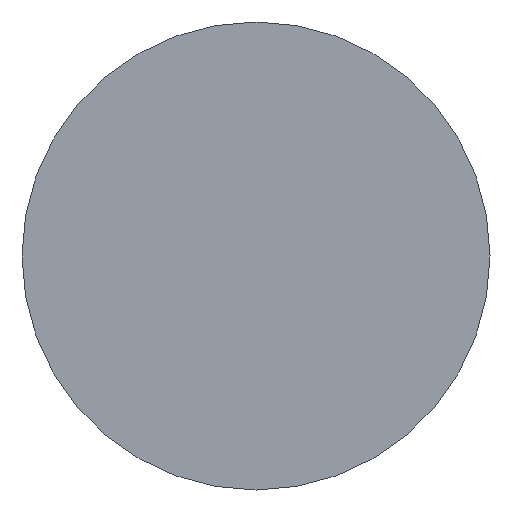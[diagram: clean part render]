
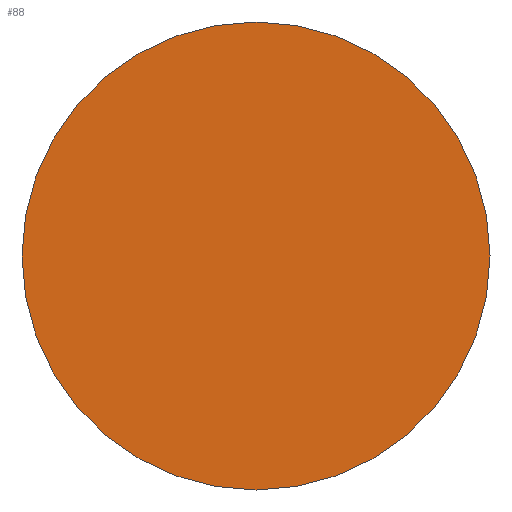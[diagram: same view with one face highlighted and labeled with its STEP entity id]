
A CAD part, front view. The second image highlights one B-rep face of the part: STEP entity #88.
In plain terms, the highlighted planar face has unit normal (0, -1, 0).
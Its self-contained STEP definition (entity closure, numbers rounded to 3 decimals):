
#22=PLANE('',#113);
#28=FACE_OUTER_BOUND('',#35,.T.);
#35=EDGE_LOOP('',(#81));
#44=CIRCLE('',#112,6.35);
#51=VERTEX_POINT('',#229);
#61=EDGE_CURVE('',#51,#51,#44,.T.);
#81=ORIENTED_EDGE('',*,*,#61,.F.);
#88=ADVANCED_FACE('',(#28),#22,.F.);
#112=AXIS2_PLACEMENT_3D('',#231,#135,#136);
#113=AXIS2_PLACEMENT_3D('',#232,#137,#138);
#135=DIRECTION('center_axis',(0.,1.,0.));
#136=DIRECTION('ref_axis',(1.,0.,0.));
#137=DIRECTION('center_axis',(0.,1.,0.));
#138=DIRECTION('ref_axis',(1.,0.,0.));
#229=CARTESIAN_POINT('',(-6.35,0.,0.));
#231=CARTESIAN_POINT('Origin',(0.,0.,0.));
#232=CARTESIAN_POINT('Origin',(0.,0.,0.));
